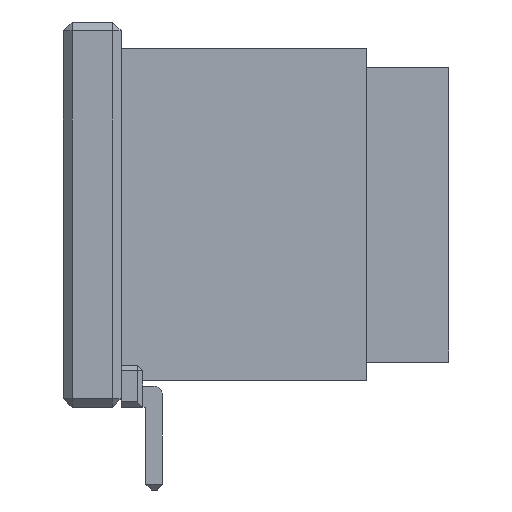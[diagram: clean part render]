
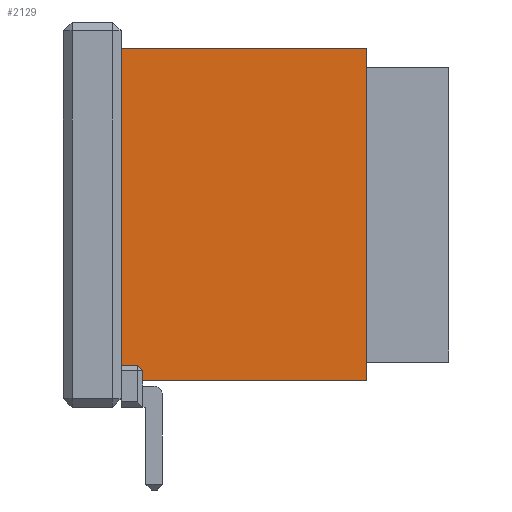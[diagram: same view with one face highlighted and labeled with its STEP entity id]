
A CAD part, left-side view. The second image highlights one B-rep face of the part: STEP entity #2129.
In plain terms, the highlighted planar face has unit normal (-1, 0, 0).
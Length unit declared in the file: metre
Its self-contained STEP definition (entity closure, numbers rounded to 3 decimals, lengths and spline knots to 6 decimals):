
#2129 = ADVANCED_FACE( '', ( #5766 ), #5767, .T. );
#2327 = EDGE_CURVE( '', #5363, #6104, #6105, .T. );
#2845 = EDGE_CURVE( '', #6902, #6903, #6904, .T. );
#2915 = EDGE_CURVE( '', #6902, #6104, #7009, .T. );
#4571 = EDGE_CURVE( '', #6903, #5363, #9113, .T. );
#5363 = VERTEX_POINT( '', #10084 );
#5766 = FACE_OUTER_BOUND( '', #10667, .T. );
#5767 = PLANE( '', #10668 );
#6104 = VERTEX_POINT( '', #11174 );
#6105 = LINE( '', #11175, #11176 );
#6902 = VERTEX_POINT( '', #12443 );
#6903 = VERTEX_POINT( '', #12444 );
#6904 = LINE( '', #12445, #12446 );
#7009 = LINE( '', #12613, #12614 );
#9113 = LINE( '', #16210, #16211 );
#10084 = CARTESIAN_POINT( '', ( -0.003383, 0.0029, 0.013033 ) );
#10667 = EDGE_LOOP( '', ( #17817, #17818, #17819, #17820 ) );
#10668 = AXIS2_PLACEMENT_3D( '', #17821, #17822, #17823 );
#11174 = CARTESIAN_POINT( '', ( -0.003383, 0.0029, 0.000967 ) );
#11175 = CARTESIAN_POINT( '', ( -0.003383, 0.0029, 0.003984 ) );
#11176 = VECTOR( '', #18214, 1. );
#12443 = CARTESIAN_POINT( '', ( -0.003383, -0.006, 0.000967 ) );
#12444 = CARTESIAN_POINT( '', ( -0.003383, -0.006, 0.013033 ) );
#12445 = CARTESIAN_POINT( '', ( -0.003383, -0.006, 0.003984 ) );
#12446 = VECTOR( '', #19151, 1. );
#12613 = CARTESIAN_POINT( '', ( -0.003383, -0.009, 0.000967 ) );
#12614 = VECTOR( '', #19284, 1. );
#16210 = CARTESIAN_POINT( '', ( -0.003383, -0.0006, 0.013033 ) );
#16211 = VECTOR( '', #22210, 1. );
#17817 = ORIENTED_EDGE( '', *, *, #2915, .F. );
#17818 = ORIENTED_EDGE( '', *, *, #2845, .T. );
#17819 = ORIENTED_EDGE( '', *, *, #4571, .T. );
#17820 = ORIENTED_EDGE( '', *, *, #2327, .T. );
#17821 = CARTESIAN_POINT( '', ( -0.003383, -0.009, 0.000967 ) );
#17822 = DIRECTION( '', ( -1., 0., 0. ) );
#17823 = DIRECTION( '', ( 0., 1., 0. ) );
#18214 = DIRECTION( '', ( 0., 0., -1. ) );
#19151 = DIRECTION( '', ( 0., 0., 1. ) );
#19284 = DIRECTION( '', ( 0., 1., 0. ) );
#22210 = DIRECTION( '', ( 0., 1., 0. ) );
